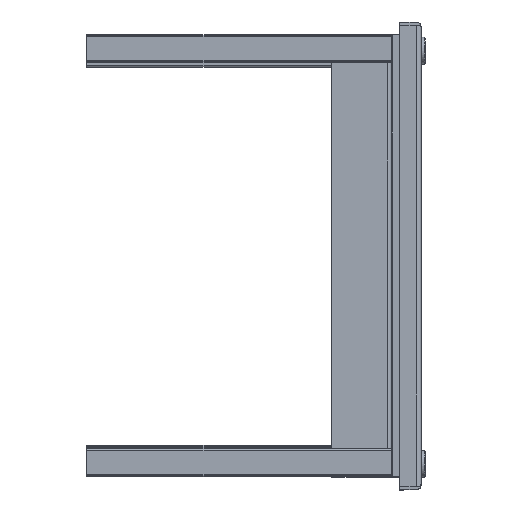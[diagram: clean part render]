
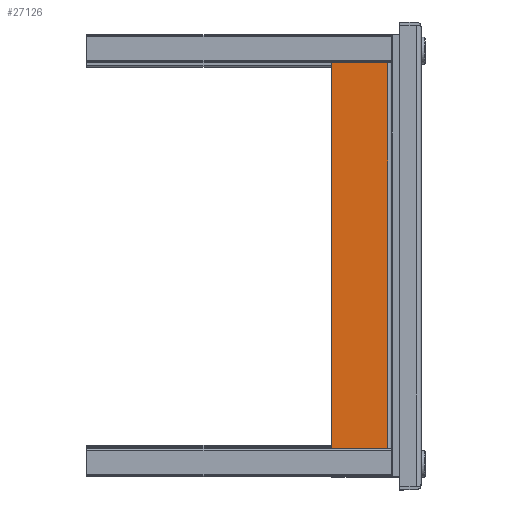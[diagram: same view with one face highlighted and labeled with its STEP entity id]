
A CAD part, top view. The second image highlights one B-rep face of the part: STEP entity #27126.
In plain terms, the highlighted face is planar.
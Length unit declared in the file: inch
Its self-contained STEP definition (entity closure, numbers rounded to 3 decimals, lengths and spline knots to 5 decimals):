
#148 = CARTESIAN_POINT ( 'NONE',  ( -0.137, -7.537, -6. ) ) ;
#943 = AXIS2_PLACEMENT_3D ( 'NONE', #23263, #25570, #9325 ) ;
#1313 = VERTEX_POINT ( 'NONE', #12531 ) ;
#2109 = ORIENTED_EDGE ( 'NONE', *, *, #3255, .T. ) ;
#2506 = DIRECTION ( 'NONE',  ( 0., 0., 1. ) ) ;
#2756 = DIRECTION ( 'NONE',  ( 0., 0., 1. ) ) ;
#2857 = CIRCLE ( 'NONE', #13125, 0.156 ) ;
#3030 = ORIENTED_EDGE ( 'NONE', *, *, #6720, .T. ) ;
#3255 = EDGE_CURVE ( 'NONE', #23514, #22091, #10364, .T. ) ;
#3557 = CARTESIAN_POINT ( 'NONE',  ( -0.137, -6.193, 5.844 ) ) ;
#4506 = LINE ( 'NONE', #21861, #18045 ) ;
#5102 = ORIENTED_EDGE ( 'NONE', *, *, #5481, .T. ) ;
#5481 = EDGE_CURVE ( 'NONE', #10383, #20649, #2857, .T. ) ;
#5594 = FACE_BOUND ( 'NONE', #6476, .T. ) ;
#5652 = LINE ( 'NONE', #3557, #26766 ) ;
#6232 = PLANE ( 'NONE',  #16824 ) ;
#6311 = VERTEX_POINT ( 'NONE', #8193 ) ;
#6476 = EDGE_LOOP ( 'NONE', ( #15087, #28857, #10005, #22456 ) ) ;
#6642 = EDGE_CURVE ( 'NONE', #8350, #1313, #24187, .T. ) ;
#6720 = EDGE_CURVE ( 'NONE', #1313, #6311, #27417, .T. ) ;
#7174 = CARTESIAN_POINT ( 'NONE',  ( -0.137, -6.193, -6.5 ) ) ;
#7318 = VECTOR ( 'NONE', #23444, 39.37008 ) ;
#7449 = EDGE_CURVE ( 'NONE', #26041, #18522, #28848, .T. ) ;
#7650 = CARTESIAN_POINT ( 'NONE',  ( -0.137, -6.193, 6.156 ) ) ;
#7947 = DIRECTION ( 'NONE',  ( 0., -1., 0. ) ) ;
#8193 = CARTESIAN_POINT ( 'NONE',  ( -0.137, -6.193, 6.5 ) ) ;
#8350 = VERTEX_POINT ( 'NONE', #30075 ) ;
#8644 = VERTEX_POINT ( 'NONE', #26687 ) ;
#8865 = VECTOR ( 'NONE', #2756, 39.37008 ) ;
#8974 = VERTEX_POINT ( 'NONE', #15622 ) ;
#9232 = FACE_BOUND ( 'NONE', #18567, .T. ) ;
#9325 = DIRECTION ( 'NONE',  ( 0., 0., 1. ) ) ;
#9361 = EDGE_CURVE ( 'NONE', #18522, #18859, #5652, .T. ) ;
#10005 = ORIENTED_EDGE ( 'NONE', *, *, #7449, .T. ) ;
#10075 = CARTESIAN_POINT ( 'NONE',  ( -0.137, -6.193, -6.5 ) ) ;
#10364 = CIRCLE ( 'NONE', #29532, 0.156 ) ;
#10383 = VERTEX_POINT ( 'NONE', #29585 ) ;
#10661 = DIRECTION ( 'NONE',  ( 0., 0., -1. ) ) ;
#12125 = LINE ( 'NONE', #10075, #17556 ) ;
#12191 = ORIENTED_EDGE ( 'NONE', *, *, #22012, .T. ) ;
#12277 = CARTESIAN_POINT ( 'NONE',  ( -0.137, -7.537, -6.156 ) ) ;
#12531 = CARTESIAN_POINT ( 'NONE',  ( -0.137, -7.835, 6.5 ) ) ;
#13125 = AXIS2_PLACEMENT_3D ( 'NONE', #148, #25775, #2506 ) ;
#13626 = CARTESIAN_POINT ( 'NONE',  ( -0.137, -6.193, -6.156 ) ) ;
#14495 = CARTESIAN_POINT ( 'NONE',  ( -0.137, -6.193, 6.5 ) ) ;
#15046 = DIRECTION ( 'NONE',  ( 0., -1., 0. ) ) ;
#15087 = ORIENTED_EDGE ( 'NONE', *, *, #21251, .T. ) ;
#15184 = LINE ( 'NONE', #7650, #15528 ) ;
#15464 = DIRECTION ( 'NONE',  ( 1., 0., 0. ) ) ;
#15528 = VECTOR ( 'NONE', #26539, 39.37008 ) ;
#15622 = CARTESIAN_POINT ( 'NONE',  ( -0.137, -6.193, -6.5 ) ) ;
#15720 = LINE ( 'NONE', #7174, #7318 ) ;
#15745 = CARTESIAN_POINT ( 'NONE',  ( -0.137, -7.537, 6. ) ) ;
#16440 = LINE ( 'NONE', #13626, #24099 ) ;
#16450 = EDGE_CURVE ( 'NONE', #8644, #26041, #15184, .T. ) ;
#16824 = AXIS2_PLACEMENT_3D ( 'NONE', #22518, #22409, #10661 ) ;
#16885 = EDGE_CURVE ( 'NONE', #22091, #10383, #4506, .T. ) ;
#17027 = CARTESIAN_POINT ( 'NONE',  ( -0.137, -6.599, -6. ) ) ;
#17344 = CARTESIAN_POINT ( 'NONE',  ( -0.137, -7.537, 6.156 ) ) ;
#17556 = VECTOR ( 'NONE', #15046, 39.37008 ) ;
#18045 = VECTOR ( 'NONE', #7947, 39.37008 ) ;
#18359 = ORIENTED_EDGE ( 'NONE', *, *, #6642, .T. ) ;
#18522 = VERTEX_POINT ( 'NONE', #28357 ) ;
#18567 = EDGE_LOOP ( 'NONE', ( #26074, #2109, #23725, #5102 ) ) ;
#18859 = VERTEX_POINT ( 'NONE', #27573 ) ;
#19438 = DIRECTION ( 'NONE',  ( 0., 1., 0. ) ) ;
#19701 = CARTESIAN_POINT ( 'NONE',  ( -0.137, -6.599, -6.156 ) ) ;
#20260 = EDGE_LOOP ( 'NONE', ( #12191, #18359, #3030, #23634 ) ) ;
#20649 = VERTEX_POINT ( 'NONE', #12277 ) ;
#21251 = EDGE_CURVE ( 'NONE', #18859, #8644, #29802, .T. ) ;
#21663 = CARTESIAN_POINT ( 'NONE',  ( -0.137, -7.835, -6.5 ) ) ;
#21861 = CARTESIAN_POINT ( 'NONE',  ( -0.137, -6.193, -5.844 ) ) ;
#22012 = EDGE_CURVE ( 'NONE', #8974, #8350, #12125, .T. ) ;
#22091 = VERTEX_POINT ( 'NONE', #27082 ) ;
#22409 = DIRECTION ( 'NONE',  ( -1., 0., 0. ) ) ;
#22456 = ORIENTED_EDGE ( 'NONE', *, *, #9361, .T. ) ;
#22518 = CARTESIAN_POINT ( 'NONE',  ( -0.137, -6.193, -6.5 ) ) ;
#23050 = DIRECTION ( 'NONE',  ( 0., 1., 0. ) ) ;
#23263 = CARTESIAN_POINT ( 'NONE',  ( -0.137, -6.599, 6. ) ) ;
#23444 = DIRECTION ( 'NONE',  ( 0., 0., -1. ) ) ;
#23514 = VERTEX_POINT ( 'NONE', #19701 ) ;
#23634 = ORIENTED_EDGE ( 'NONE', *, *, #30141, .T. ) ;
#23725 = ORIENTED_EDGE ( 'NONE', *, *, #16885, .T. ) ;
#24099 = VECTOR ( 'NONE', #23050, 39.37008 ) ;
#24187 = LINE ( 'NONE', #21663, #8865 ) ;
#24898 = FACE_OUTER_BOUND ( 'NONE', #20260, .T. ) ;
#25570 = DIRECTION ( 'NONE',  ( 1., 0., 0. ) ) ;
#25775 = DIRECTION ( 'NONE',  ( 1., 0., 0. ) ) ;
#25982 = VECTOR ( 'NONE', #28464, 39.37008 ) ;
#26041 = VERTEX_POINT ( 'NONE', #17344 ) ;
#26074 = ORIENTED_EDGE ( 'NONE', *, *, #28120, .T. ) ;
#26125 = DIRECTION ( 'NONE',  ( 0., 0., 1. ) ) ;
#26225 = DIRECTION ( 'NONE',  ( 1., 0., 0. ) ) ;
#26539 = DIRECTION ( 'NONE',  ( 0., -1., 0. ) ) ;
#26687 = CARTESIAN_POINT ( 'NONE',  ( -0.137, -6.599, 6.156 ) ) ;
#26766 = VECTOR ( 'NONE', #19438, 39.37008 ) ;
#27082 = CARTESIAN_POINT ( 'NONE',  ( -0.137, -6.599, -5.844 ) ) ;
#27126 = ADVANCED_FACE ( 'NONE', ( #24898, #9232, #5594 ), #6232, .T. ) ;
#27417 = LINE ( 'NONE', #14495, #25982 ) ;
#27503 = AXIS2_PLACEMENT_3D ( 'NONE', #15745, #15464, #29448 ) ;
#27573 = CARTESIAN_POINT ( 'NONE',  ( -0.137, -6.599, 5.844 ) ) ;
#28120 = EDGE_CURVE ( 'NONE', #20649, #23514, #16440, .T. ) ;
#28357 = CARTESIAN_POINT ( 'NONE',  ( -0.137, -7.537, 5.844 ) ) ;
#28464 = DIRECTION ( 'NONE',  ( 0., 1., 0. ) ) ;
#28848 = CIRCLE ( 'NONE', #27503, 0.156 ) ;
#28857 = ORIENTED_EDGE ( 'NONE', *, *, #16450, .T. ) ;
#29448 = DIRECTION ( 'NONE',  ( 0., 0., 1. ) ) ;
#29532 = AXIS2_PLACEMENT_3D ( 'NONE', #17027, #26225, #26125 ) ;
#29585 = CARTESIAN_POINT ( 'NONE',  ( -0.137, -7.537, -5.844 ) ) ;
#29802 = CIRCLE ( 'NONE', #943, 0.156 ) ;
#30075 = CARTESIAN_POINT ( 'NONE',  ( -0.137, -7.835, -6.5 ) ) ;
#30141 = EDGE_CURVE ( 'NONE', #6311, #8974, #15720, .T. ) ;
